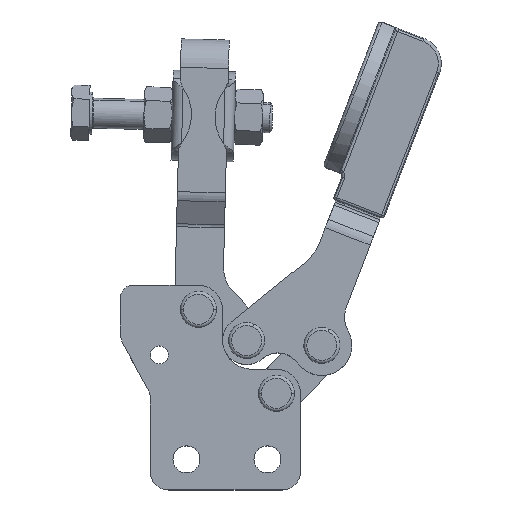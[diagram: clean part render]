
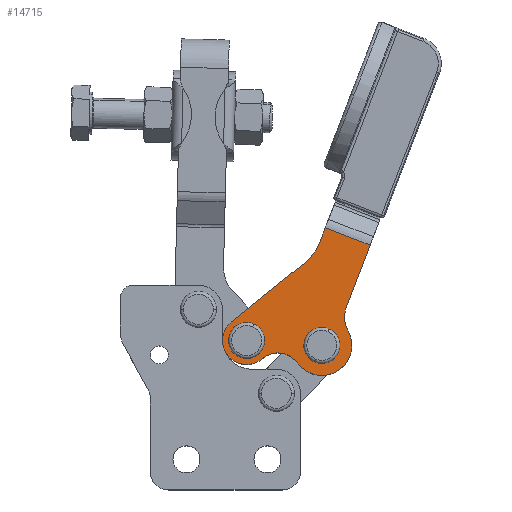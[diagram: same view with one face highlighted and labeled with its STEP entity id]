
A CAD part, top view. The second image highlights one B-rep face of the part: STEP entity #14715.
In plain terms, the highlighted planar face has unit normal (0, 0, 1).
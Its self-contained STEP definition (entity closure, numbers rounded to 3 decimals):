
#630=CARTESIAN_POINT('',(-22.791,13.564,2.));
#631=VERTEX_POINT('',#630);
#640=CARTESIAN_POINT('',(-24.463,16.059,2.));
#641=VERTEX_POINT('',#640);
#642=CARTESIAN_POINT('',(-20.547,16.876,2.));
#643=DIRECTION('',(0.,0.,-1.));
#644=DIRECTION('',(-0.629,0.778,0.));
#645=AXIS2_PLACEMENT_3D('',#642,#643,#644);
#646=CIRCLE('',#645,4.);
#647=EDGE_CURVE('',#631,#641,#646,.T.);
#1910=CARTESIAN_POINT('',(-10.73,17.31,2.));
#1911=VERTEX_POINT('',#1910);
#1936=CARTESIAN_POINT('',(-5.272,14.818,2.));
#1937=VERTEX_POINT('',#1936);
#1944=CARTESIAN_POINT('',(-8.001,16.064,2.));
#1945=DIRECTION('',(0.,0.,-1.0));
#1946=DIRECTION('',(-0.91,0.415,0.));
#1947=AXIS2_PLACEMENT_3D('',#1944,#1945,#1946);
#1948=CIRCLE('',#1947,3.);
#1949=EDGE_CURVE('',#1911,#1937,#1948,.T.);
#2228=CARTESIAN_POINT('',(-23.276,18.122,2.));
#2229=VERTEX_POINT('',#2228);
#2254=CARTESIAN_POINT('',(-17.818,15.63,2.));
#2255=VERTEX_POINT('',#2254);
#2262=CARTESIAN_POINT('',(-20.547,16.876,2.));
#2263=DIRECTION('',(0.,0.,-1.));
#2264=DIRECTION('',(-0.91,0.415,0.));
#2265=AXIS2_PLACEMENT_3D('',#2262,#2263,#2264);
#2266=CIRCLE('',#2265,3.);
#2267=EDGE_CURVE('',#2229,#2255,#2266,.T.);
#7342=CARTESIAN_POINT('',(-8.347,33.256,2.));
#7343=VERTEX_POINT('',#7342);
#7350=CARTESIAN_POINT('',(-7.417,35.671,2.));
#7351=VERTEX_POINT('',#7350);
#7352=CARTESIAN_POINT('',(-8.347,33.256,2.));
#7353=DIRECTION('',(0.359,0.933,0.0));
#7354=VECTOR('',#7353,2.588);
#7355=LINE('',#7352,#7354);
#7356=EDGE_CURVE('',#7343,#7351,#7355,.T.);
#9927=CARTESIAN_POINT('',(-20.547,16.876,2.));
#9928=DIRECTION('',(0.,0.,-1.));
#9929=DIRECTION('',(-0.91,0.415,0.));
#9930=AXIS2_PLACEMENT_3D('',#9927,#9928,#9929);
#9931=CIRCLE('',#9930,3.);
#9932=EDGE_CURVE('',#2255,#2229,#9931,.T.);
#10124=CARTESIAN_POINT('',(-8.001,16.064,2.));
#10125=DIRECTION('',(0.,0.,-1.0));
#10126=DIRECTION('',(-0.91,0.415,0.));
#10127=AXIS2_PLACEMENT_3D('',#10124,#10125,#10126);
#10128=CIRCLE('',#10127,3.);
#10129=EDGE_CURVE('',#1937,#1911,#10128,.T.);
#14612=CARTESIAN_POINT('',(0.048,32.797,2.));
#14613=VERTEX_POINT('',#14612);
#14614=CARTESIAN_POINT('',(0.048,32.797,2.));
#14615=DIRECTION('',(-0.933,0.359,0.));
#14616=VECTOR('',#14615,8.);
#14617=LINE('',#14614,#14616);
#14618=EDGE_CURVE('',#14613,#7351,#14617,.T.);
#14631=CARTESIAN_POINT('',(-4.036,37.698,2.));
#14632=DIRECTION('',(0.0,0.0,1.0));
#14633=DIRECTION('',(0.359,0.933,0.0));
#14634=AXIS2_PLACEMENT_3D('',#14631,#14632,#14633);
#14635=PLANE('',#14634);
#14636=ORIENTED_EDGE('',*,*,#14618,.T.);
#14637=ORIENTED_EDGE('',*,*,#7356,.F.);
#14638=CARTESIAN_POINT('',(-10.785,29.908,2.));
#14639=VERTEX_POINT('',#14638);
#14640=CARTESIAN_POINT('',(-15.813,36.13,2.));
#14641=DIRECTION('',(0.,0.,1.));
#14642=DIRECTION('',(-0.629,0.778,0.));
#14643=AXIS2_PLACEMENT_3D('',#14640,#14641,#14642);
#14644=CIRCLE('',#14643,8.0);
#14645=EDGE_CURVE('',#14639,#7343,#14644,.T.);
#14646=ORIENTED_EDGE('',*,*,#14645,.F.);
#14647=CARTESIAN_POINT('',(-23.062,19.987,2.));
#14648=VERTEX_POINT('',#14647);
#14649=CARTESIAN_POINT('',(-23.062,19.987,2.));
#14650=DIRECTION('',(0.778,0.629,0.));
#14651=VECTOR('',#14650,15.785);
#14652=LINE('',#14649,#14651);
#14653=EDGE_CURVE('',#14648,#14639,#14652,.T.);
#14654=ORIENTED_EDGE('',*,*,#14653,.F.);
#14655=CARTESIAN_POINT('',(-20.547,16.876,2.));
#14656=DIRECTION('',(0.,0.,-1.));
#14657=DIRECTION('',(-0.629,0.778,0.));
#14658=AXIS2_PLACEMENT_3D('',#14655,#14656,#14657);
#14659=CIRCLE('',#14658,4.);
#14660=EDGE_CURVE('',#641,#14648,#14659,.T.);
#14661=ORIENTED_EDGE('',*,*,#14660,.F.);
#14662=ORIENTED_EDGE('',*,*,#647,.F.);
#14663=CARTESIAN_POINT('',(-17.932,13.849,2.));
#14664=VERTEX_POINT('',#14663);
#14665=CARTESIAN_POINT('',(-20.547,16.876,2.));
#14666=DIRECTION('',(0.,0.,-1.));
#14667=DIRECTION('',(-0.629,0.778,0.));
#14668=AXIS2_PLACEMENT_3D('',#14665,#14666,#14667);
#14669=CIRCLE('',#14668,4.);
#14670=EDGE_CURVE('',#14664,#631,#14669,.T.);
#14671=ORIENTED_EDGE('',*,*,#14670,.F.);
#14672=CARTESIAN_POINT('',(-12.066,13.152,2.));
#14673=VERTEX_POINT('',#14672);
#14674=CARTESIAN_POINT('',(-15.317,10.822,2.));
#14675=DIRECTION('',(0.,0.,1.0));
#14676=DIRECTION('',(-0.813,-0.582,0.));
#14677=AXIS2_PLACEMENT_3D('',#14674,#14675,#14676);
#14678=CIRCLE('',#14677,4.0);
#14679=EDGE_CURVE('',#14673,#14664,#14678,.T.);
#14680=ORIENTED_EDGE('',*,*,#14679,.F.);
#14681=CARTESIAN_POINT('',(-3.603,18.442,2.));
#14682=VERTEX_POINT('',#14681);
#14683=CARTESIAN_POINT('',(-8.001,16.064,2.));
#14684=DIRECTION('',(0.,0.,-1.0));
#14685=DIRECTION('',(-0.813,-0.582,0.));
#14686=AXIS2_PLACEMENT_3D('',#14683,#14684,#14685);
#14687=CIRCLE('',#14686,5.);
#14688=EDGE_CURVE('',#14682,#14673,#14687,.T.);
#14689=ORIENTED_EDGE('',*,*,#14688,.F.);
#14690=CARTESIAN_POINT('',(-3.871,22.617,2.));
#14691=VERTEX_POINT('',#14690);
#14692=CARTESIAN_POINT('',(0.795,20.82,2.));
#14693=DIRECTION('',(0.,0.,1.0));
#14694=DIRECTION('',(0.933,-0.359,0.));
#14695=AXIS2_PLACEMENT_3D('',#14692,#14693,#14694);
#14696=CIRCLE('',#14695,5.);
#14697=EDGE_CURVE('',#14691,#14682,#14696,.T.);
#14698=ORIENTED_EDGE('',*,*,#14697,.F.);
#14699=CARTESIAN_POINT('',(0.048,32.797,2.));
#14700=DIRECTION('',(-0.359,-0.933,0.));
#14701=VECTOR('',#14700,10.908);
#14702=LINE('',#14699,#14701);
#14703=EDGE_CURVE('',#14613,#14691,#14702,.T.);
#14704=ORIENTED_EDGE('',*,*,#14703,.F.);
#14705=EDGE_LOOP('',(#14636,#14637,#14646,#14654,#14661,#14662,#14671,#14680,#14689,#14698,#14704));
#14706=FACE_OUTER_BOUND('',#14705,.T.);
#14707=ORIENTED_EDGE('',*,*,#2267,.T.);
#14708=ORIENTED_EDGE('',*,*,#9932,.T.);
#14709=EDGE_LOOP('',(#14707,#14708));
#14710=FACE_BOUND('',#14709,.T.);
#14711=ORIENTED_EDGE('',*,*,#1949,.T.);
#14712=ORIENTED_EDGE('',*,*,#10129,.T.);
#14713=EDGE_LOOP('',(#14711,#14712));
#14714=FACE_BOUND('',#14713,.T.);
#14715=ADVANCED_FACE('',(#14706,#14710,#14714),#14635,.T.);
